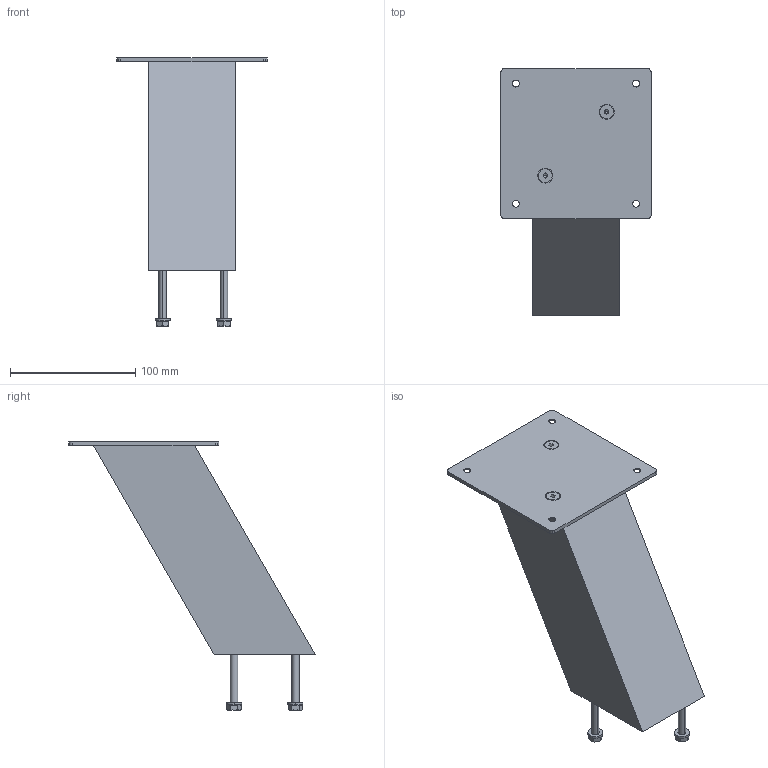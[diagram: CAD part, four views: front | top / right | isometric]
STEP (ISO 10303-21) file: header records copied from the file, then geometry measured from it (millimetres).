
FILE_DESCRIPTION(('STEP AP214'),'1');
FILE_NAME('BKSS0170.STP','2024-06-11T05:10:49',(' '),(' '),'Spatial InterOp 3D',' ',' ');
FILE_SCHEMA(('AUTOMOTIVE_DESIGN { 1 0 10303 214 1 1 1 1 }'));
Length unit declared in the file: millimetre
Products named in the file (1): Rohr
Bounding box: 120 x 196.92 x 214.4 mm (x, y, z)
Volume: 155461.2 mm3; surface area: 143215.1 mm2
Topology: 12 solids, 12 shells, 200 faces, 456 edges, 282 vertices
Faces by surface type: plane 96, cylinder 60, cone 44
Entity records: 6870 total; most frequent: CARTESIAN_POINT 1066, DIRECTION 1020, ORIENTED_EDGE 904, EDGE_CURVE 452, AXIS2_PLACEMENT_3D 380, VERTEX_POINT 282, LINE 260, VECTOR 260
